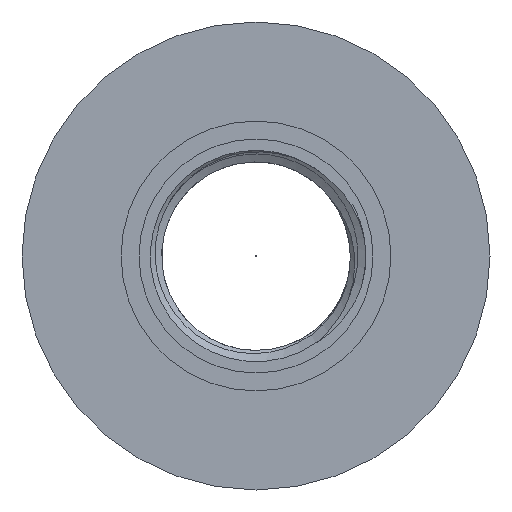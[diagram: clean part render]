
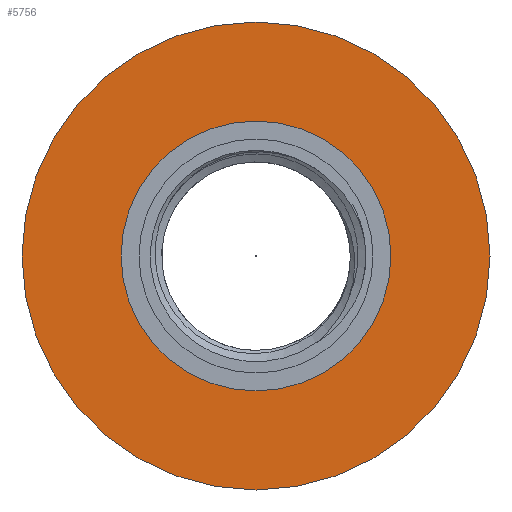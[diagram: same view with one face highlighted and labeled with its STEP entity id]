
A CAD part, left-side view. The second image highlights one B-rep face of the part: STEP entity #5756.
In plain terms, the highlighted planar face has unit normal (-1, 0, 0).
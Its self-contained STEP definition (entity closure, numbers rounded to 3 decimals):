
#249 = CARTESIAN_POINT ( 'NONE',  ( -0.002, 0., 8.65 ) ) ;
#279 = AXIS2_PLACEMENT_3D ( 'NONE', #1706, #5814, #3471 ) ;
#403 = CARTESIAN_POINT ( 'NONE',  ( -0.002, 0., 0. ) ) ;
#731 = AXIS2_PLACEMENT_3D ( 'NONE', #3149, #4225, #2489 ) ;
#738 = ORIENTED_EDGE ( 'NONE', *, *, #2097, .T. ) ;
#1645 = CIRCLE ( 'NONE', #731, 8.65 ) ;
#1706 = CARTESIAN_POINT ( 'NONE',  ( -0.002, 0., 0. ) ) ;
#2097 = EDGE_CURVE ( 'NONE', #7555, #7555, #4980, .T. ) ;
#2365 = FACE_BOUND ( 'NONE', #4783, .T. ) ;
#2489 = DIRECTION ( 'NONE',  ( 0., 0., 1. ) ) ;
#2526 = CARTESIAN_POINT ( 'NONE',  ( -0.002, 0., 15.001 ) ) ;
#2934 = EDGE_LOOP ( 'NONE', ( #738 ) ) ;
#3149 = CARTESIAN_POINT ( 'NONE',  ( -0.002, 0., 0. ) ) ;
#3266 = DIRECTION ( 'NONE',  ( -1., 0., 0. ) ) ;
#3318 = PLANE ( 'NONE',  #4437 ) ;
#3471 = DIRECTION ( 'NONE',  ( 0., 0., 1. ) ) ;
#4225 = DIRECTION ( 'NONE',  ( -1., 0., 0. ) ) ;
#4437 = AXIS2_PLACEMENT_3D ( 'NONE', #403, #3266, #4477 ) ;
#4462 = EDGE_CURVE ( 'NONE', #4630, #4630, #1645, .T. ) ;
#4477 = DIRECTION ( 'NONE',  ( 0., 0., 1. ) ) ;
#4630 = VERTEX_POINT ( 'NONE', #249 ) ;
#4783 = EDGE_LOOP ( 'NONE', ( #6348 ) ) ;
#4980 = CIRCLE ( 'NONE', #279, 15.001 ) ;
#5756 = ADVANCED_FACE ( 'NONE', ( #6591, #2365 ), #3318, .T. ) ;
#5814 = DIRECTION ( 'NONE',  ( -1., 0., 0. ) ) ;
#6348 = ORIENTED_EDGE ( 'NONE', *, *, #4462, .F. ) ;
#6591 = FACE_OUTER_BOUND ( 'NONE', #2934, .T. ) ;
#7555 = VERTEX_POINT ( 'NONE', #2526 ) ;
